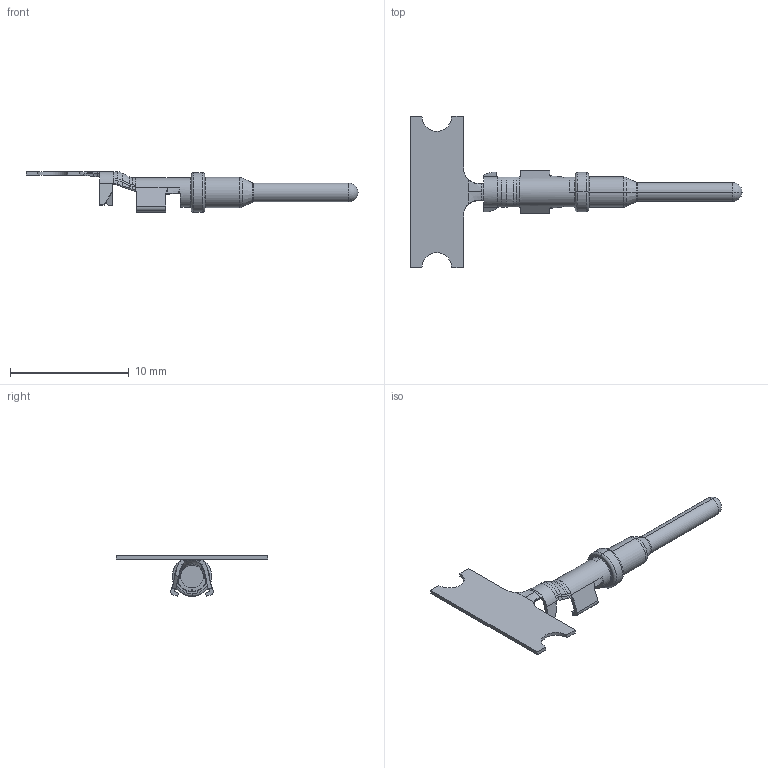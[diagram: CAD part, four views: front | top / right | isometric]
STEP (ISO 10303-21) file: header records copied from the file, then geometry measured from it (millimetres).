
FILE_DESCRIPTION((''),'2;1');
FILE_NAME('18-20-2','2015-09-21T',('Orion.Li'),(''),'PRO/ENGINEER BY PARAMETRIC TECHNOLOGY CORPORATION, 2013230','PRO/ENGINEER BY PARAMETRIC TECHNOLOGY CORPORATION, 2013230','');
FILE_SCHEMA(('CONFIG_CONTROL_DESIGN'));
Length unit declared in the file: millimetre
Products named in the file (1): 18-20-2
Bounding box: 27.92 x 12.7 x 3.43 mm (x, y, z)
Volume: 75.4 mm3; surface area: 310.7 mm2
Topology: 1 solids, 1 shells, 343 faces, 908 edges, 575 vertices
Faces by surface type: plane 203, bspline 106, cylinder 18, torus 12, sphere 2, cone 2
Entity records: 13204 total; most frequent: CARTESIAN_POINT 5347, ORIENTED_EDGE 1810, DIRECTION 1279, EDGE_CURVE 905, VECTOR 631, LINE 631, VERTEX_POINT 575, EDGE_LOOP 354
